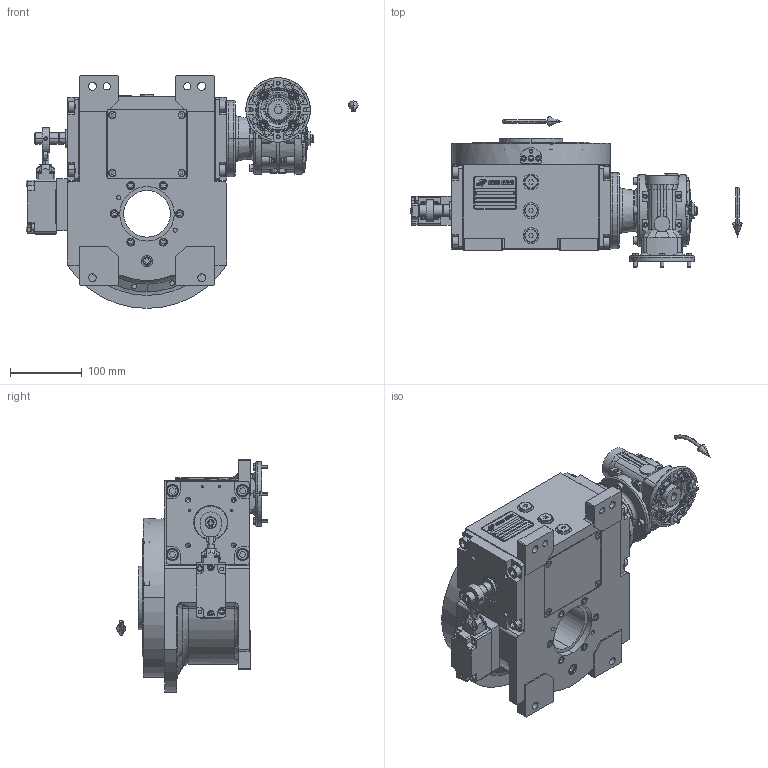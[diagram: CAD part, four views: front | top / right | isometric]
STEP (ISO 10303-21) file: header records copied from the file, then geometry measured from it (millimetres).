
FILE_DESCRIPTION (( 'STEP AP203' ), '1' );
FILE_NAME ('PC5200474.step', '2024-07-05T15:40:39', ( '' ), ( '' ), 'SwSTEP 2.0', 'SolidWorks 2020', '' );
FILE_SCHEMA (( 'CONFIG_CONTROL_DESIGN' ));
Length unit declared in the file: millimetre
Products named in the file (90): rig06_004_s_001; cfn2000_01_103; cfn2115_02_165; cfn2155_01_303; cfn2002_01_008; cfn2003_01_054; RIG06_021_AF0.stp; cfn2000_01_124; rig06_004; AS_rig06_002_bl_003; rig06_005_n_01; CFN2203_02_001.stp; cfn2128_04_004; rig06_071_08_m_n_02_asm.stp; cfn2077_01_018; 900_38_11_34_4; AS_rig06_004_s_001; rig06_001_a_s_003; AS_rig06_071_8_m_n_02; PC5200474; 900_38_10_49_4; AS_rig06_17_s_007; cfn2400_01_001; cfn2115_02_182; cfn2104_01_016; rig06_016; AS_900_38_30_003; CFN2000_01_185.stp; AS_900_38_11_34_4; CFN2223_01-570X6-B.stp; rig06_003_8_002; cfn2151_01_170; cfn2276_01_074; rig06_017_s_007; cfn2155_01_200; freccia_angolare_albero; AS_cfn2000_01_168; cfn2205_01_013; 900_38_30_003; CFN2010_02_002.stp ...
Assembly tree (88 placements, depth 5):
  cfn2115_02_165
  CFN2203_02_001.stp
  cfn2077_01_018
  PC5200474
    rig06_001_a_s_003
    AS_cfn2476_01_002_60x46
      cfn2476_01_002_60x46
      cfn2107_01_001
      cfn2107_01_001
    AS_rig06_071_8_m_n_02
      rig06_071_08_m_n_02_asm.stp
        RIG06_005_ASM.stp
          RIG06_021_AF0.stp
          CFN2000_01_185.stp
          CFN2000_01_185.stp
          CFN2104_02_017.stp
        CFN2010_02_002.stp
      rig06_003_8_002
      rig06_005_n_01
      cfn2155_01_303
      cfn2104_01_016  x2
      cfn2000_01_124  x6
      cfn2000_01_124
      cfn2000_01_124
      cfn2000_01_124
      cfn2000_01_124
    AS_rig06_17_s_007
      rig06_017_s_007
      cfn2155_01_200
      cfn2002_01_008
      cfn2002_01_008
      cfn2002_01_008
      cfn2002_01_008
      cfn2002_01_008
      cfn2002_01_008
      cfn2151_01_170
    AS_rig06_004
      rig06_004
      cfn2070_05_005
      cfn2000_01_103
      cfn2000_01_103
      cfn2000_01_103
      cfn2000_01_103
      cfn2155_01_056
    AS_rig06_004_s_001
      rig06_004_s_001
      cfn2070_05_005
      cfn2000_01_103
      cfn2000_01_103
      cfn2000_01_103
      cfn2000_01_103
      cfn2155_01_056
    AS_rig06_002_bl_003
      rig06_002_bl_003
      cfn2115_02_182
    9004_2512
    cfn2128_04_004
    cfn2128_04_004
    cfn2128_04_004
    cfn2128_19_002
Bounding box: 463.4 x 210.5 x 325 mm (x, y, z)
Volume: 3008618.4 mm3; surface area: 960285.6 mm2
Topology: 76 solids, 76 shells, 3570 faces, 9057 edges, 5815 vertices
Faces by surface type: plane 1676, cylinder 1223, cone 483, torus 155, bspline 27, sphere 6
Entity records: 122430 total; most frequent: CARTESIAN_POINT 30141, DIRECTION 17594, ORIENTED_EDGE 17022, EDGE_CURVE 8511, AXIS2_PLACEMENT_3D 6397, VERTEX_POINT 5526, LINE 4800, VECTOR 4800
